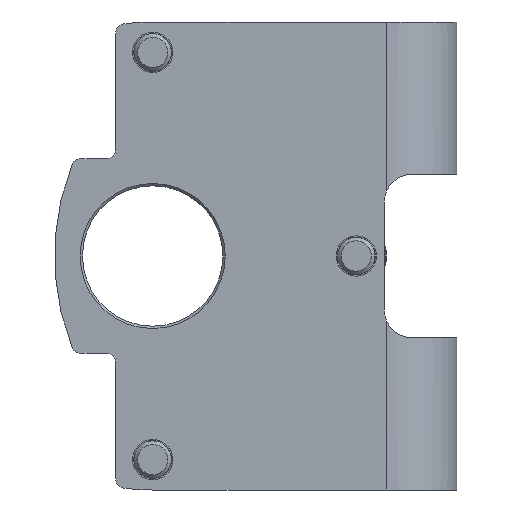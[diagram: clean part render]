
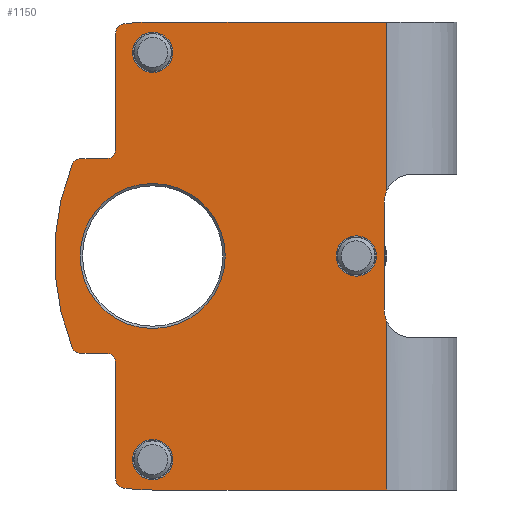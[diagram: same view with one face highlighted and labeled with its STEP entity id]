
A CAD part, left-side view. The second image highlights one B-rep face of the part: STEP entity #1150.
In plain terms, the highlighted planar face has unit normal (-1, 0, 0).
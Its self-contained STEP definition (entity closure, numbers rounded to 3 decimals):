
#109=LINE('',#1837,#187);
#110=LINE('',#1845,#188);
#116=LINE('',#1886,#194);
#117=LINE('',#1890,#195);
#118=LINE('',#1893,#196);
#119=LINE('',#1899,#197);
#120=LINE('',#1903,#198);
#121=LINE('',#1911,#199);
#122=LINE('',#1915,#200);
#187=VECTOR('',#1447,1000.);
#188=VECTOR('',#1456,1000.);
#194=VECTOR('',#1476,1000.);
#195=VECTOR('',#1481,1000.);
#196=VECTOR('',#1484,1000.);
#197=VECTOR('',#1489,1000.);
#198=VECTOR('',#1492,1000.);
#199=VECTOR('',#1499,1000.);
#200=VECTOR('',#1502,1000.);
#309=ORIENTED_EDGE('',*,*,#617,.T.);
#310=ORIENTED_EDGE('',*,*,#618,.T.);
#311=ORIENTED_EDGE('',*,*,#619,.T.);
#312=ORIENTED_EDGE('',*,*,#603,.F.);
#313=ORIENTED_EDGE('',*,*,#620,.F.);
#314=ORIENTED_EDGE('',*,*,#621,.F.);
#315=ORIENTED_EDGE('',*,*,#622,.F.);
#316=ORIENTED_EDGE('',*,*,#623,.T.);
#317=ORIENTED_EDGE('',*,*,#624,.T.);
#318=ORIENTED_EDGE('',*,*,#625,.T.);
#319=ORIENTED_EDGE('',*,*,#626,.F.);
#320=ORIENTED_EDGE('',*,*,#627,.F.);
#321=ORIENTED_EDGE('',*,*,#628,.F.);
#322=ORIENTED_EDGE('',*,*,#629,.T.);
#323=ORIENTED_EDGE('',*,*,#630,.T.);
#324=ORIENTED_EDGE('',*,*,#631,.T.);
#325=ORIENTED_EDGE('',*,*,#632,.F.);
#326=ORIENTED_EDGE('',*,*,#633,.F.);
#327=ORIENTED_EDGE('',*,*,#616,.T.);
#328=ORIENTED_EDGE('',*,*,#599,.F.);
#329=ORIENTED_EDGE('',*,*,#634,.F.);
#330=ORIENTED_EDGE('',*,*,#635,.F.);
#331=ORIENTED_EDGE('',*,*,#636,.F.);
#332=ORIENTED_EDGE('',*,*,#637,.T.);
#599=EDGE_CURVE('',#754,#755,#109,.T.);
#603=EDGE_CURVE('',#757,#758,#110,.T.);
#616=EDGE_CURVE('',#766,#755,#116,.T.);
#617=EDGE_CURVE('',#754,#767,#854,.T.);
#618=EDGE_CURVE('',#767,#768,#117,.T.);
#619=EDGE_CURVE('',#768,#758,#855,.T.);
#620=EDGE_CURVE('',#769,#757,#118,.T.);
#621=EDGE_CURVE('',#770,#769,#856,.T.);
#622=EDGE_CURVE('',#771,#770,#857,.T.);
#623=EDGE_CURVE('',#771,#772,#119,.T.);
#624=EDGE_CURVE('',#772,#773,#858,.T.);
#625=EDGE_CURVE('',#773,#774,#120,.T.);
#626=EDGE_CURVE('',#775,#774,#859,.T.);
#627=EDGE_CURVE('',#776,#775,#860,.T.);
#628=EDGE_CURVE('',#777,#776,#861,.T.);
#629=EDGE_CURVE('',#777,#778,#121,.T.);
#630=EDGE_CURVE('',#778,#779,#862,.T.);
#631=EDGE_CURVE('',#779,#780,#122,.T.);
#632=EDGE_CURVE('',#781,#780,#863,.T.);
#633=EDGE_CURVE('',#766,#781,#864,.T.);
#634=EDGE_CURVE('',#782,#782,#865,.T.);
#635=EDGE_CURVE('',#783,#783,#866,.T.);
#636=EDGE_CURVE('',#784,#784,#867,.T.);
#637=EDGE_CURVE('',#785,#785,#868,.T.);
#754=VERTEX_POINT('',#1836);
#755=VERTEX_POINT('',#1838);
#757=VERTEX_POINT('',#1844);
#758=VERTEX_POINT('',#1846);
#766=VERTEX_POINT('',#1883);
#767=VERTEX_POINT('',#1889);
#768=VERTEX_POINT('',#1891);
#769=VERTEX_POINT('',#1894);
#770=VERTEX_POINT('',#1896);
#771=VERTEX_POINT('',#1898);
#772=VERTEX_POINT('',#1900);
#773=VERTEX_POINT('',#1902);
#774=VERTEX_POINT('',#1904);
#775=VERTEX_POINT('',#1906);
#776=VERTEX_POINT('',#1908);
#777=VERTEX_POINT('',#1910);
#778=VERTEX_POINT('',#1912);
#779=VERTEX_POINT('',#1914);
#780=VERTEX_POINT('',#1916);
#781=VERTEX_POINT('',#1918);
#782=VERTEX_POINT('',#1921);
#783=VERTEX_POINT('',#1923);
#784=VERTEX_POINT('',#1925);
#785=VERTEX_POINT('',#1927);
#854=CIRCLE('',#1269,6.);
#855=CIRCLE('',#1270,6.);
#856=CIRCLE('',#1271,50.);
#857=CIRCLE('',#1272,2.);
#858=CIRCLE('',#1273,2.);
#859=CIRCLE('',#1274,2.);
#860=CIRCLE('',#1275,52.);
#861=CIRCLE('',#1276,2.);
#862=CIRCLE('',#1277,2.);
#863=CIRCLE('',#1278,2.);
#864=CIRCLE('',#1279,50.);
#865=CIRCLE('',#1280,4.3);
#866=CIRCLE('',#1281,4.3);
#867=CIRCLE('',#1282,4.3);
#868=CIRCLE('',#1283,15.5);
#921=EDGE_LOOP('',(#309,#310,#311,#312,#313,#314,#315,#316,#317,#318,#319,
#320,#321,#322,#323,#324,#325,#326,#327,#328));
#922=EDGE_LOOP('',(#329));
#923=EDGE_LOOP('',(#330));
#924=EDGE_LOOP('',(#331));
#925=EDGE_LOOP('',(#332));
#1021=FACE_BOUND('',#921,.T.);
#1022=FACE_BOUND('',#922,.T.);
#1023=FACE_BOUND('',#923,.T.);
#1024=FACE_BOUND('',#924,.T.);
#1025=FACE_BOUND('',#925,.T.);
#1114=PLANE('',#1268);
#1150=ADVANCED_FACE('',(#1021,#1022,#1023,#1024,#1025),#1114,.F.);
#1268=AXIS2_PLACEMENT_3D('',#1887,#1477,#1478);
#1269=AXIS2_PLACEMENT_3D('',#1888,#1479,#1480);
#1270=AXIS2_PLACEMENT_3D('',#1892,#1482,#1483);
#1271=AXIS2_PLACEMENT_3D('',#1895,#1485,#1486);
#1272=AXIS2_PLACEMENT_3D('',#1897,#1487,#1488);
#1273=AXIS2_PLACEMENT_3D('',#1901,#1490,#1491);
#1274=AXIS2_PLACEMENT_3D('',#1905,#1493,#1494);
#1275=AXIS2_PLACEMENT_3D('',#1907,#1495,#1496);
#1276=AXIS2_PLACEMENT_3D('',#1909,#1497,#1498);
#1277=AXIS2_PLACEMENT_3D('',#1913,#1500,#1501);
#1278=AXIS2_PLACEMENT_3D('',#1917,#1503,#1504);
#1279=AXIS2_PLACEMENT_3D('',#1919,#1505,#1506);
#1280=AXIS2_PLACEMENT_3D('',#1920,#1507,#1508);
#1281=AXIS2_PLACEMENT_3D('',#1922,#1509,#1510);
#1282=AXIS2_PLACEMENT_3D('',#1924,#1511,#1512);
#1283=AXIS2_PLACEMENT_3D('',#1926,#1513,#1514);
#1447=DIRECTION('',(0.,0.,-1.));
#1456=DIRECTION('',(0.,0.,-1.));
#1476=DIRECTION('',(0.,-1.,0.));
#1477=DIRECTION('',(1.,0.,0.));
#1478=DIRECTION('',(0.,0.,-1.));
#1479=DIRECTION('',(1.,0.,0.));
#1480=DIRECTION('',(0.,0.,-1.));
#1481=DIRECTION('',(0.,0.,1.));
#1482=DIRECTION('',(1.,0.,0.));
#1483=DIRECTION('',(0.,0.,-1.));
#1484=DIRECTION('',(0.,-1.,0.));
#1485=DIRECTION('',(1.,0.,0.));
#1486=DIRECTION('',(0.,0.,-1.));
#1487=DIRECTION('',(1.,0.,0.));
#1488=DIRECTION('',(0.,0.,-1.));
#1489=DIRECTION('',(0.,0.,-1.));
#1490=DIRECTION('',(1.,0.,0.));
#1491=DIRECTION('',(0.,0.,-1.));
#1492=DIRECTION('',(0.,1.,0.));
#1493=DIRECTION('',(1.,0.,0.));
#1494=DIRECTION('',(0.,0.,-1.));
#1495=DIRECTION('',(1.,0.,0.));
#1496=DIRECTION('',(0.,0.,-1.));
#1497=DIRECTION('',(1.,0.,0.));
#1498=DIRECTION('',(0.,0.,-1.));
#1499=DIRECTION('',(0.,-1.,0.));
#1500=DIRECTION('',(1.,0.,0.));
#1501=DIRECTION('',(0.,0.,-1.));
#1502=DIRECTION('',(0.,0.,-1.));
#1503=DIRECTION('',(1.,0.,0.));
#1504=DIRECTION('',(0.,0.,-1.));
#1505=DIRECTION('',(1.,0.,0.));
#1506=DIRECTION('',(0.,0.,-1.));
#1507=DIRECTION('',(-1.,0.,0.));
#1508=DIRECTION('',(0.,0.,1.));
#1509=DIRECTION('',(-1.,0.,0.));
#1510=DIRECTION('',(0.,0.,1.));
#1511=DIRECTION('',(-1.,0.,0.));
#1512=DIRECTION('',(0.,0.,1.));
#1513=DIRECTION('',(1.,0.,0.));
#1514=DIRECTION('',(0.,0.,-1.));
#1836=CARTESIAN_POINT('',(0.,15.,-13.898));
#1837=CARTESIAN_POINT('',(0.,15.,50.));
#1838=CARTESIAN_POINT('',(0.,15.,-50.));
#1844=CARTESIAN_POINT('',(0.,15.,50.));
#1845=CARTESIAN_POINT('',(0.,15.,50.));
#1846=CARTESIAN_POINT('',(0.,15.,13.898));
#1883=CARTESIAN_POINT('',(0.,65.,-50.));
#1886=CARTESIAN_POINT('',(0.,86.,-50.));
#1887=CARTESIAN_POINT('',(0.,86.,50.));
#1888=CARTESIAN_POINT('',(0.,9.5,-11.5));
#1889=CARTESIAN_POINT('',(0.,15.5,-11.5));
#1890=CARTESIAN_POINT('',(0.,15.5,-11.5));
#1891=CARTESIAN_POINT('',(0.,15.5,11.5));
#1892=CARTESIAN_POINT('',(0.,9.5,11.5));
#1893=CARTESIAN_POINT('',(0.,86.,50.));
#1894=CARTESIAN_POINT('',(0.,65.,50.));
#1895=CARTESIAN_POINT('',(0.,65.,0.));
#1896=CARTESIAN_POINT('',(0.,71.146,49.621));
#1897=CARTESIAN_POINT('',(0.,70.9,47.636));
#1898=CARTESIAN_POINT('',(0.,72.9,47.636));
#1899=CARTESIAN_POINT('',(0.,72.9,47.636));
#1900=CARTESIAN_POINT('',(0.,72.9,22.8));
#1901=CARTESIAN_POINT('',(0.,74.9,22.8));
#1902=CARTESIAN_POINT('',(0.,74.9,20.8));
#1903=CARTESIAN_POINT('',(0.,74.9,20.8));
#1904=CARTESIAN_POINT('',(0.,80.331,20.8));
#1905=CARTESIAN_POINT('',(0.,80.331,18.8));
#1906=CARTESIAN_POINT('',(0.,82.184,19.552));
#1907=CARTESIAN_POINT('',(0.,34.,0.));
#1908=CARTESIAN_POINT('',(0.,82.184,-19.552));
#1909=CARTESIAN_POINT('',(0.,80.331,-18.8));
#1910=CARTESIAN_POINT('',(0.,80.331,-20.8));
#1911=CARTESIAN_POINT('',(0.,80.331,-20.8));
#1912=CARTESIAN_POINT('',(0.,74.9,-20.8));
#1913=CARTESIAN_POINT('',(0.,74.9,-22.8));
#1914=CARTESIAN_POINT('',(0.,72.9,-22.8));
#1915=CARTESIAN_POINT('',(0.,72.9,-22.8));
#1916=CARTESIAN_POINT('',(0.,72.9,-47.636));
#1917=CARTESIAN_POINT('',(0.,70.9,-47.636));
#1918=CARTESIAN_POINT('',(0.,71.146,-49.621));
#1919=CARTESIAN_POINT('',(0.,65.,0.));
#1920=CARTESIAN_POINT('',(0.,65.,-43.5));
#1921=CARTESIAN_POINT('',(0.,65.,-39.2));
#1922=CARTESIAN_POINT('',(0.,65.,43.5));
#1923=CARTESIAN_POINT('',(0.,65.,47.8));
#1924=CARTESIAN_POINT('',(0.,21.5,0.));
#1925=CARTESIAN_POINT('',(0.,21.5,4.3));
#1926=CARTESIAN_POINT('',(0.,65.,0.));
#1927=CARTESIAN_POINT('',(0.,65.,-15.5));
